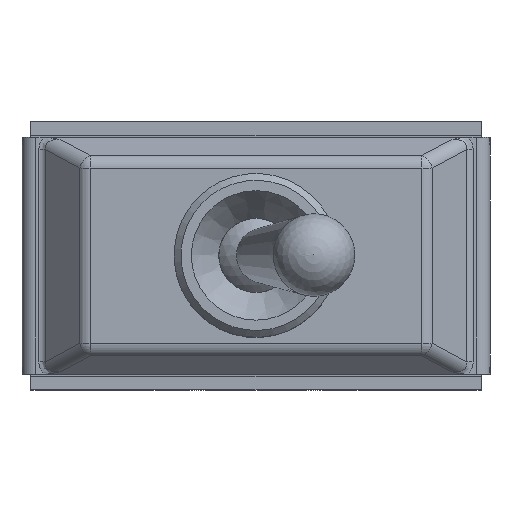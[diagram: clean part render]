
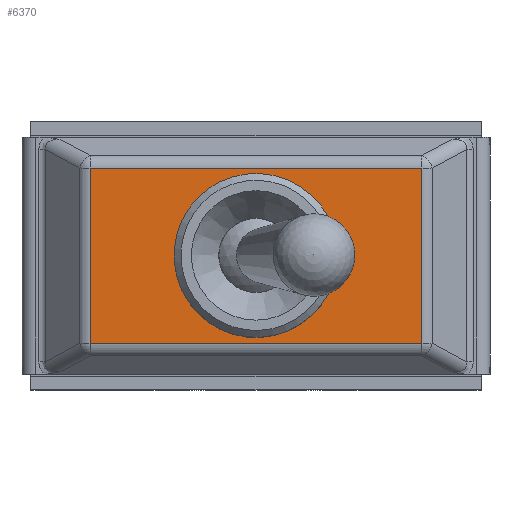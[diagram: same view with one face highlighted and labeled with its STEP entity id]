
A CAD part, top view. The second image highlights one B-rep face of the part: STEP entity #6370.
In plain terms, the highlighted planar face has unit normal (0, 0, 1).
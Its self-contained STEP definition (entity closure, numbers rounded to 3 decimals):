
#107=FACE_BOUND('',#891,.T.);
#227=CIRCLE('',#6847,5.953);
#522=FACE_OUTER_BOUND('',#890,.T.);
#890=EDGE_LOOP('',(#4545,#4546,#4547,#4548));
#891=EDGE_LOOP('',(#4549,#4550,#4551,#4552));
#1358=LINE('',#9803,#2037);
#1359=LINE('',#9805,#2038);
#1360=LINE('',#9807,#2039);
#1361=LINE('',#9808,#2040);
#1362=LINE('',#9813,#2041);
#1363=LINE('',#9815,#2042);
#1364=LINE('',#9816,#2043);
#2037=VECTOR('',#7792,10.);
#2038=VECTOR('',#7793,10.);
#2039=VECTOR('',#7794,10.);
#2040=VECTOR('',#7795,10.);
#2041=VECTOR('',#7798,10.);
#2042=VECTOR('',#7799,10.);
#2043=VECTOR('',#7800,10.);
#2748=VERTEX_POINT('',#9801);
#2749=VERTEX_POINT('',#9802);
#2750=VERTEX_POINT('',#9804);
#2751=VERTEX_POINT('',#9806);
#2752=VERTEX_POINT('',#9809);
#2753=VERTEX_POINT('',#9810);
#2754=VERTEX_POINT('',#9812);
#2755=VERTEX_POINT('',#9814);
#3430=EDGE_CURVE('',#2748,#2749,#1358,.T.);
#3431=EDGE_CURVE('',#2750,#2749,#1359,.T.);
#3432=EDGE_CURVE('',#2751,#2750,#1360,.T.);
#3433=EDGE_CURVE('',#2751,#2748,#1361,.T.);
#3434=EDGE_CURVE('',#2752,#2753,#227,.T.);
#3435=EDGE_CURVE('',#2753,#2754,#1362,.T.);
#3436=EDGE_CURVE('',#2754,#2755,#1363,.T.);
#3437=EDGE_CURVE('',#2755,#2752,#1364,.T.);
#4545=ORIENTED_EDGE('',*,*,#3430,.T.);
#4546=ORIENTED_EDGE('',*,*,#3431,.F.);
#4547=ORIENTED_EDGE('',*,*,#3432,.F.);
#4548=ORIENTED_EDGE('',*,*,#3433,.T.);
#4549=ORIENTED_EDGE('',*,*,#3434,.T.);
#4550=ORIENTED_EDGE('',*,*,#3435,.T.);
#4551=ORIENTED_EDGE('',*,*,#3436,.T.);
#4552=ORIENTED_EDGE('',*,*,#3437,.T.);
#6093=PLANE('',#6846);
#6370=ADVANCED_FACE('',(#522,#107),#6093,.T.);
#6846=AXIS2_PLACEMENT_3D('',#9800,#7790,#7791);
#6847=AXIS2_PLACEMENT_3D('',#9811,#7796,#7797);
#7790=DIRECTION('center_axis',(0.,0.,
1.));
#7791=DIRECTION('ref_axis',(-1.,0.,0.));
#7792=DIRECTION('',(1.,0.,0.));
#7793=DIRECTION('',(0.,-1.,0.));
#7794=DIRECTION('',(1.,0.,0.));
#7795=DIRECTION('',(0.,-1.,0.));
#7796=DIRECTION('center_axis',(0.,0.,
-1.));
#7797=DIRECTION('ref_axis',(-1.,0.,0.));
#7798=DIRECTION('',(-1.,0.,0.));
#7799=DIRECTION('',(0.,-1.,0.));
#7800=DIRECTION('',(1.,0.,0.));
#9800=CARTESIAN_POINT('Origin',(12.049,0.,
14.15));
#9801=CARTESIAN_POINT('',(-12.049,-6.365,14.15));
#9802=CARTESIAN_POINT('',(12.049,-6.365,14.15));
#9803=CARTESIAN_POINT('',(0.,-6.365,14.15));
#9804=CARTESIAN_POINT('',(12.049,6.365,14.15));
#9805=CARTESIAN_POINT('',(12.049,0.,14.15));
#9806=CARTESIAN_POINT('',(-12.049,6.365,14.15));
#9807=CARTESIAN_POINT('',(0.,6.365,14.15));
#9808=CARTESIAN_POINT('',(-12.049,0.,14.15));
#9809=CARTESIAN_POINT('',(5.885,-0.9,14.15));
#9810=CARTESIAN_POINT('',(5.885,0.9,14.15));
#9811=CARTESIAN_POINT('Origin',(0.,0.,
14.15));
#9812=CARTESIAN_POINT('',(4.847,0.9,14.15));
#9813=CARTESIAN_POINT('',(2.942,0.9,14.15));
#9814=CARTESIAN_POINT('',(4.847,-0.9,14.15));
#9815=CARTESIAN_POINT('',(4.847,0.45,14.15));
#9816=CARTESIAN_POINT('',(2.423,-0.9,14.15));
